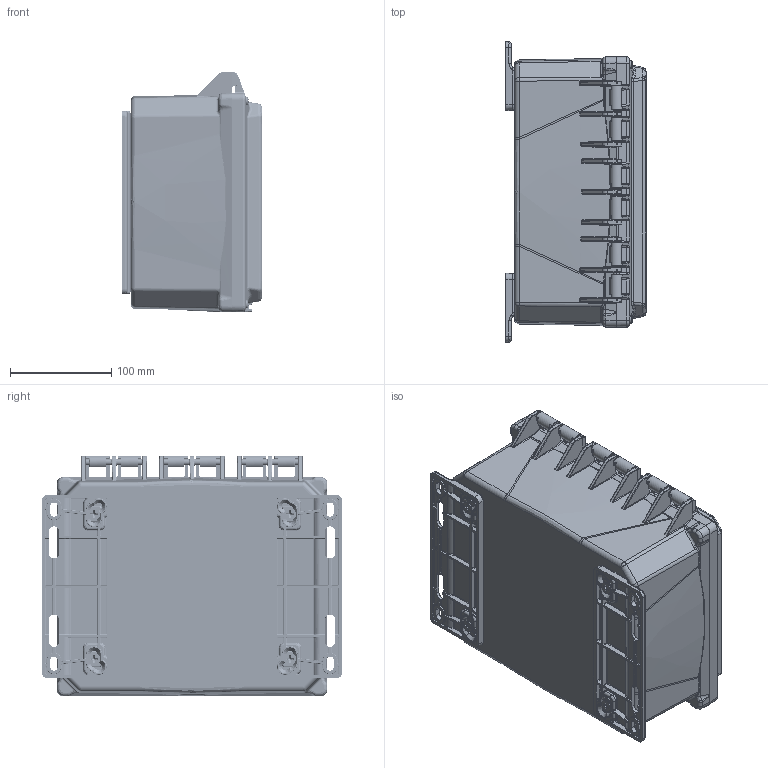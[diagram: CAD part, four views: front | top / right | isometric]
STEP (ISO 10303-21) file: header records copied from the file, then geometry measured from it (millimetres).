
FILE_DESCRIPTION((''),'2;1');
FILE_NAME('H10084HF_ASM','2017-01-05T',('tstokes'),(''),'CREO PARAMETRIC BY PTC INC, 2016050','CREO PARAMETRIC BY PTC INC, 2016050','');
FILE_SCHEMA(('CONFIG_CONTROL_DESIGN'));
Products named in the file (9): H1084BH; 9912525-80-10; 9912521-80-10; H1084BH_ASM; H108CHO; MFLK8; 9912530-82-10; 9912538-82-10; H10084HF_ASM
Assembly tree (25 placements, depth 3):
  H10084HF_ASM
    H1084BH_ASM
      H1084BH
      9912525-80-10  x8
      9912521-80-10  x4
    H108CHO
    MFLK8  x2
    9912530-82-10  x4
    9912538-82-10  x4
Bounding box: 138.82 x 296.93 x 237.72 mm (x, y, z)
Volume: 1079404.3 mm3; surface area: 586707.6 mm2
Topology: 24 solids, 24 shells, 4309 faces, 10318 edges, 6182 vertices
Faces by surface type: cylinder 1765, plane 1060, bspline 940, cone 308, sphere 124, torus 112
Entity records: 130261 total; most frequent: CARTESIAN_POINT 65713, ORIENTED_EDGE 14744, DIRECTION 11466, EDGE_CURVE 7372, VERTEX_POINT 4363, AXIS2_PLACEMENT_3D 4258, EDGE_LOOP 3181, FACE_OUTER_BOUND 3078
